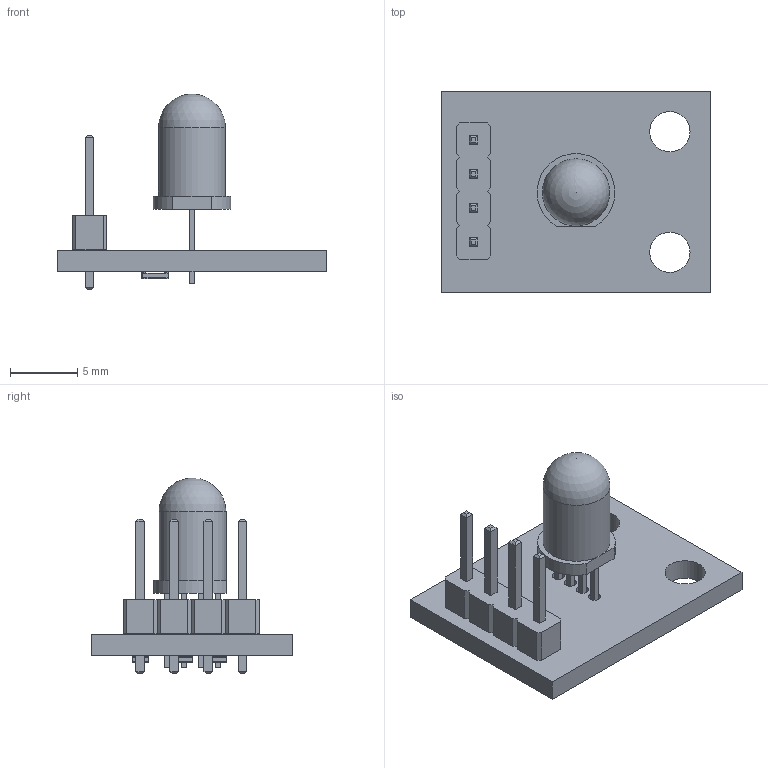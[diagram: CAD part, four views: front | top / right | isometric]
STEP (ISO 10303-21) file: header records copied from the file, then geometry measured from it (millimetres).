
FILE_DESCRIPTION(('KiCad electronic assembly'),'2;1');
FILE_NAME('DIP_3_color_LED_Module_V1.0.step','2020-10-09T17:48:14',( 'An Author'),('A Company'),'Open CASCADE STEP processor 6.8', 'KiCad to STEP converter','Unknown');
FILE_SCHEMA(('AUTOMOTIVE_DESIGN_CC2 { 1 2 10303 214 -1 1 5 4 }'));
Length unit declared in the file: millimetre
Products named in the file (8): Open CASCADE STEP translator 6.8 1; R_0805_2012Metric; SOLID; PinHeader_1x04_P2.54mm_Vertical; LED_D5.0mm-4_RGB; COMPOUND
Assembly tree (9 placements, depth 3):
  Open CASCADE STEP translator 6.8 1
    R_0805_2012Metric  x3
      SOLID
    PinHeader_1x04_P2.54mm_Vertical
      SOLID
    LED_D5.0mm-4_RGB
      SOLID
    COMPOUND
Bounding box: 20 x 15 x 14.6 mm (x, y, z)
Volume: 692.1 mm3; surface area: 1174.7 mm2
Topology: 6 solids, 6 shells, 220 faces, 545 edges, 348 vertices
Faces by surface type: plane 183, cylinder 36, sphere 1
Full cylindrical faces by diameter (mm): 0.9 x4, 1 x4, 3 x2, 5 x1
Entity records: 12389 total; most frequent: CARTESIAN_POINT 2779, DIRECTION 1568, LINE 1098, VECTOR 1098, ORIENTED_EDGE 816, PCURVE 816, DEFINITIONAL_REPRESENTATION 816, EDGE_CURVE 408
